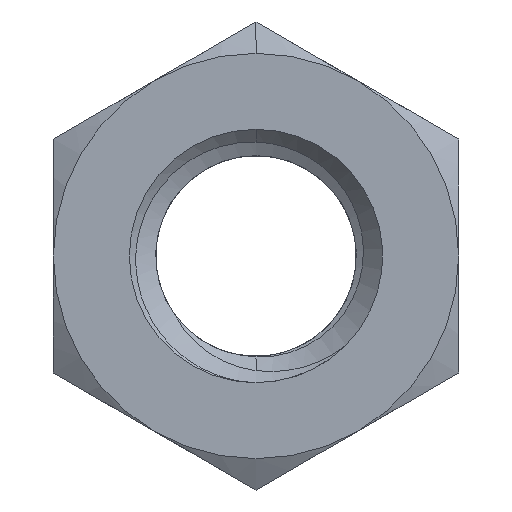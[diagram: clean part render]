
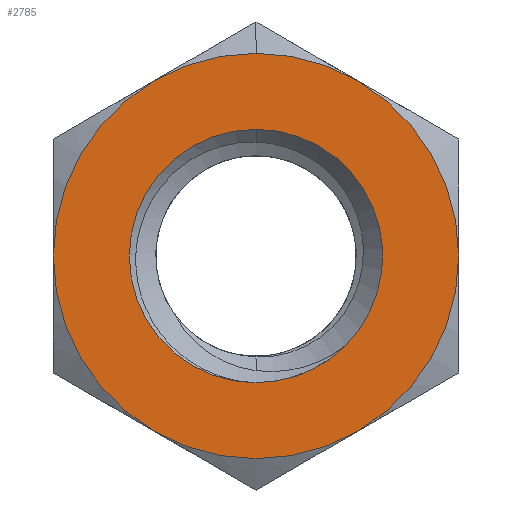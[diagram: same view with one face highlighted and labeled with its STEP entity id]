
A CAD part, front view. The second image highlights one B-rep face of the part: STEP entity #2785.
In plain terms, the highlighted planar face has unit normal (0, -1, 0).
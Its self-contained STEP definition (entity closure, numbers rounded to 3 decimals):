
#43 = VERTEX_POINT ( 'NONE', #1409 ) ;
#82 = VERTEX_POINT ( 'NONE', #2285 ) ;
#89 = DIRECTION ( 'NONE',  ( 0., 1., 0. ) ) ;
#111 = CIRCLE ( 'NONE', #1217, 2.5 ) ;
#129 = CIRCLE ( 'NONE', #2037, 4. ) ;
#135 = CARTESIAN_POINT ( 'NONE',  ( 4., 0., 0. ) ) ;
#175 = EDGE_CURVE ( 'NONE', #988, #2370, #538, .T. ) ;
#181 = ORIENTED_EDGE ( 'NONE', *, *, #2595, .T. ) ;
#200 = CIRCLE ( 'NONE', #1916, 2.5 ) ;
#231 = VERTEX_POINT ( 'NONE', #2420 ) ;
#232 = CARTESIAN_POINT ( 'NONE',  ( -2., 0., -3.464 ) ) ;
#237 = AXIS2_PLACEMENT_3D ( 'NONE', #2571, #1683, #2376 ) ;
#246 = DIRECTION ( 'NONE',  ( 0., 0., -1. ) ) ;
#343 = CARTESIAN_POINT ( 'NONE',  ( 0., 0., 0. ) ) ;
#388 = DIRECTION ( 'NONE',  ( 0., 0., 1. ) ) ;
#389 = DIRECTION ( 'NONE',  ( 0., -1., 0. ) ) ;
#397 = CIRCLE ( 'NONE', #1227, 2.5 ) ;
#435 = CARTESIAN_POINT ( 'NONE',  ( 0., 0., 0. ) ) ;
#518 = FACE_OUTER_BOUND ( 'NONE', #1698, .T. ) ;
#538 = CIRCLE ( 'NONE', #2052, 4. ) ;
#561 = EDGE_CURVE ( 'NONE', #2190, #988, #2686, .T. ) ;
#582 = CARTESIAN_POINT ( 'NONE',  ( -2., 0., 3.464 ) ) ;
#636 = CARTESIAN_POINT ( 'NONE',  ( 0., 0., 4. ) ) ;
#695 = AXIS2_PLACEMENT_3D ( 'NONE', #1473, #1738, #2635 ) ;
#706 = ORIENTED_EDGE ( 'NONE', *, *, #175, .T. ) ;
#723 = EDGE_CURVE ( 'NONE', #1253, #2006, #200, .T. ) ;
#754 = DIRECTION ( 'NONE',  ( 0., 0., 1. ) ) ;
#770 = DIRECTION ( 'NONE',  ( 0., 0., -1. ) ) ;
#776 = ORIENTED_EDGE ( 'NONE', *, *, #2199, .T. ) ;
#779 = EDGE_CURVE ( 'NONE', #2006, #82, #397, .T. ) ;
#817 = PLANE ( 'NONE',  #695 ) ;
#818 = CARTESIAN_POINT ( 'NONE',  ( 0., 0., 0. ) ) ;
#836 = CIRCLE ( 'NONE', #2280, 4. ) ;
#924 = ORIENTED_EDGE ( 'NONE', *, *, #2240, .T. ) ;
#940 = DIRECTION ( 'NONE',  ( 0., 0., 1. ) ) ;
#988 = VERTEX_POINT ( 'NONE', #2329 ) ;
#1013 = EDGE_CURVE ( 'NONE', #2129, #231, #129, .T. ) ;
#1048 = ORIENTED_EDGE ( 'NONE', *, *, #779, .T. ) ;
#1160 = EDGE_CURVE ( 'NONE', #43, #2190, #836, .T. ) ;
#1198 = DIRECTION ( 'NONE',  ( 0., 0., -1. ) ) ;
#1204 = CARTESIAN_POINT ( 'NONE',  ( 0., 0., 0. ) ) ;
#1209 = DIRECTION ( 'NONE',  ( 0., -1., 0. ) ) ;
#1217 = AXIS2_PLACEMENT_3D ( 'NONE', #1450, #1922, #388 ) ;
#1227 = AXIS2_PLACEMENT_3D ( 'NONE', #1621, #89, #754 ) ;
#1253 = VERTEX_POINT ( 'NONE', #2581 ) ;
#1409 = CARTESIAN_POINT ( 'NONE',  ( 2., 0., -3.464 ) ) ;
#1450 = CARTESIAN_POINT ( 'NONE',  ( 0., 0., 0. ) ) ;
#1473 = CARTESIAN_POINT ( 'NONE',  ( -4., 0., -6.928 ) ) ;
#1474 = DIRECTION ( 'NONE',  ( 0., -1., 0. ) ) ;
#1621 = CARTESIAN_POINT ( 'NONE',  ( 0., 0., 0. ) ) ;
#1669 = DIRECTION ( 'NONE',  ( 0., -1., 0. ) ) ;
#1683 = DIRECTION ( 'NONE',  ( 0., -1., 0. ) ) ;
#1698 = EDGE_LOOP ( 'NONE', ( #706, #776, #2767, #181, #2465, #1774, #1879 ) ) ;
#1710 = AXIS2_PLACEMENT_3D ( 'NONE', #2371, #389, #2806 ) ;
#1738 = DIRECTION ( 'NONE',  ( 0., 1., 0. ) ) ;
#1756 = CARTESIAN_POINT ( 'NONE',  ( 0., 0., 2.5 ) ) ;
#1774 = ORIENTED_EDGE ( 'NONE', *, *, #1160, .T. ) ;
#1872 = EDGE_CURVE ( 'NONE', #1987, #43, #1980, .T. ) ;
#1879 = ORIENTED_EDGE ( 'NONE', *, *, #561, .T. ) ;
#1901 = CIRCLE ( 'NONE', #2835, 4. ) ;
#1905 = EDGE_LOOP ( 'NONE', ( #2807, #1048, #924 ) ) ;
#1916 = AXIS2_PLACEMENT_3D ( 'NONE', #2286, #2500, #940 ) ;
#1922 = DIRECTION ( 'NONE',  ( 0., 1., 0. ) ) ;
#1980 = CIRCLE ( 'NONE', #1710, 4. ) ;
#1987 = VERTEX_POINT ( 'NONE', #232 ) ;
#2006 = VERTEX_POINT ( 'NONE', #1756 ) ;
#2011 = CIRCLE ( 'NONE', #237, 4. ) ;
#2037 = AXIS2_PLACEMENT_3D ( 'NONE', #343, #1669, #770 ) ;
#2052 = AXIS2_PLACEMENT_3D ( 'NONE', #1204, #1209, #2106 ) ;
#2106 = DIRECTION ( 'NONE',  ( 0., 0., -1. ) ) ;
#2129 = VERTEX_POINT ( 'NONE', #582 ) ;
#2190 = VERTEX_POINT ( 'NONE', #135 ) ;
#2199 = EDGE_CURVE ( 'NONE', #2370, #2129, #2011, .T. ) ;
#2240 = EDGE_CURVE ( 'NONE', #82, #1253, #111, .T. ) ;
#2280 = AXIS2_PLACEMENT_3D ( 'NONE', #818, #1474, #2784 ) ;
#2285 = CARTESIAN_POINT ( 'NONE',  ( 1.768, 0., -1.768 ) ) ;
#2286 = CARTESIAN_POINT ( 'NONE',  ( 0., 0., 0. ) ) ;
#2329 = CARTESIAN_POINT ( 'NONE',  ( 2., 0., 3.464 ) ) ;
#2364 = AXIS2_PLACEMENT_3D ( 'NONE', #435, #2687, #246 ) ;
#2370 = VERTEX_POINT ( 'NONE', #636 ) ;
#2371 = CARTESIAN_POINT ( 'NONE',  ( 0., 0., 0. ) ) ;
#2376 = DIRECTION ( 'NONE',  ( 0., 0., -1. ) ) ;
#2420 = CARTESIAN_POINT ( 'NONE',  ( -4., 0., 0. ) ) ;
#2465 = ORIENTED_EDGE ( 'NONE', *, *, #1872, .T. ) ;
#2500 = DIRECTION ( 'NONE',  ( 0., 1., 0. ) ) ;
#2571 = CARTESIAN_POINT ( 'NONE',  ( 0., 0., 0. ) ) ;
#2581 = CARTESIAN_POINT ( 'NONE',  ( 0., 0., -2.5 ) ) ;
#2595 = EDGE_CURVE ( 'NONE', #231, #1987, #1901, .T. ) ;
#2635 = DIRECTION ( 'NONE',  ( 0., 0., 1. ) ) ;
#2686 = CIRCLE ( 'NONE', #2364, 4. ) ;
#2687 = DIRECTION ( 'NONE',  ( 0., -1., 0. ) ) ;
#2700 = DIRECTION ( 'NONE',  ( 0., -1., 0. ) ) ;
#2721 = CARTESIAN_POINT ( 'NONE',  ( 0., 0., 0. ) ) ;
#2767 = ORIENTED_EDGE ( 'NONE', *, *, #1013, .T. ) ;
#2784 = DIRECTION ( 'NONE',  ( 0., 0., -1. ) ) ;
#2785 = ADVANCED_FACE ( 'NONE', ( #518, #2788 ), #817, .F. ) ;
#2788 = FACE_BOUND ( 'NONE', #1905, .T. ) ;
#2806 = DIRECTION ( 'NONE',  ( 0., 0., -1. ) ) ;
#2807 = ORIENTED_EDGE ( 'NONE', *, *, #723, .T. ) ;
#2835 = AXIS2_PLACEMENT_3D ( 'NONE', #2721, #2700, #1198 ) ;
